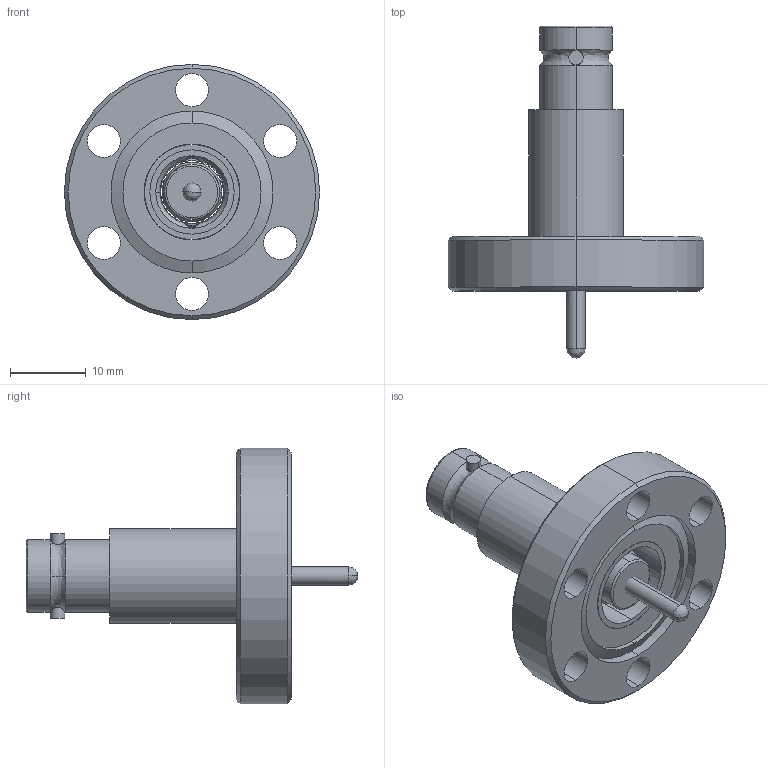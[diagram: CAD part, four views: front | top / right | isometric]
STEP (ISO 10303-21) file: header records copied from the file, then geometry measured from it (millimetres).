
FILE_DESCRIPTION (( 'STEP AP203' ), '1' );
FILE_NAME ('A0237-1-CF.STEP', '2011-07-21T18:27:39', ( '' ), ( '' ), 'SwSTEP 2.0', 'SolidWorks 2011', '' );
FILE_SCHEMA (( 'CONFIG_CONTROL_DESIGN' ));
Length unit declared in the file: inch
Products named in the file (1): A0237-1-CF
Bounding box: 33.78 x 43.94 x 33.78 mm (x, y, z)
Surface area: 5746.8 mm2 (no closed solid volume)
Topology: 0 solids, 5 shells, 73 faces, 187 edges, 120 vertices
Faces by surface type: cylinder 40, plane 15, bspline 10, cone 8
Entity records: 2753 total; most frequent: CARTESIAN_POINT 871, DIRECTION 408, ORIENTED_EDGE 344, EDGE_CURVE 183, AXIS2_PLACEMENT_3D 173, VERTEX_POINT 120, CIRCLE 109, EDGE_LOOP 94
